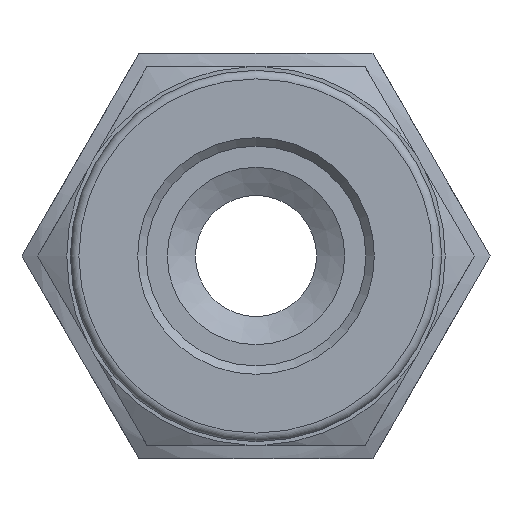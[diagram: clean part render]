
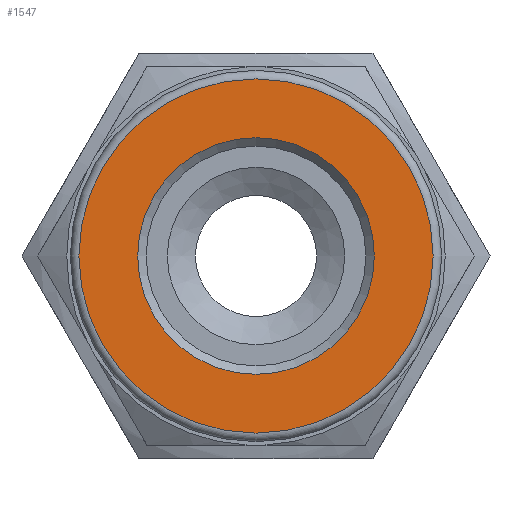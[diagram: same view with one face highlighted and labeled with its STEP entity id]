
A CAD part, left-side view. The second image highlights one B-rep face of the part: STEP entity #1547.
In plain terms, the highlighted planar face has unit normal (-1, 0, 0).
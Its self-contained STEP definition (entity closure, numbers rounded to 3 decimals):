
#93=FACE_BOUND('',#354,.T.);
#147=CIRCLE('',#1709,6.95);
#148=CIRCLE('',#1711,10.4);
#251=FACE_OUTER_BOUND('',#353,.T.);
#353=EDGE_LOOP('',(#1248));
#354=EDGE_LOOP('',(#1249));
#713=VERTEX_POINT('',#2762);
#714=VERTEX_POINT('',#2766);
#915=EDGE_CURVE('',#713,#713,#147,.T.);
#916=EDGE_CURVE('',#714,#714,#148,.T.);
#1248=ORIENTED_EDGE('',*,*,#916,.F.);
#1249=ORIENTED_EDGE('',*,*,#915,.T.);
#1479=PLANE('',#1710);
#1547=ADVANCED_FACE('',(#251,#93),#1479,.T.);
#1709=AXIS2_PLACEMENT_3D('',#2764,#2044,#2045);
#1710=AXIS2_PLACEMENT_3D('',#2765,#2046,#2047);
#1711=AXIS2_PLACEMENT_3D('',#2767,#2048,#2049);
#2044=DIRECTION('center_axis',(1.,0.,0.));
#2045=DIRECTION('ref_axis',(0.,0.,-1.));
#2046=DIRECTION('center_axis',(-1.,0.,0.));
#2047=DIRECTION('ref_axis',(0.,0.,1.));
#2048=DIRECTION('center_axis',(1.,0.,0.));
#2049=DIRECTION('ref_axis',(0.,0.,-1.));
#2762=CARTESIAN_POINT('',(0.,-6.95,0.));
#2764=CARTESIAN_POINT('Origin',(0.,0.,
0.));
#2765=CARTESIAN_POINT('Origin',(0.,10.4,
0.));
#2766=CARTESIAN_POINT('',(0.,0.,10.4));
#2767=CARTESIAN_POINT('Origin',(0.,0.,
0.));
